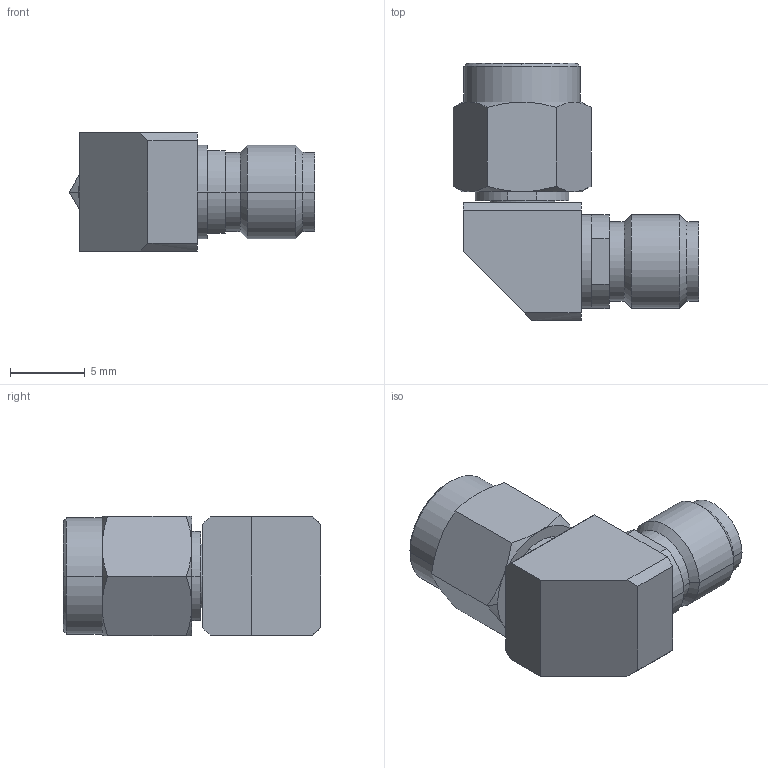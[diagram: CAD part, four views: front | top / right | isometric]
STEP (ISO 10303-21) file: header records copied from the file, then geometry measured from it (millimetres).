
FILE_DESCRIPTION (( 'STEP AP203' ), '1' );
FILE_NAME ('PE91520.STEP', '2021-05-05T11:54:44', ( '' ), ( '' ), 'SwSTEP 2.0', 'SolidWorks 2020', '' );
FILE_SCHEMA (( 'CONFIG_CONTROL_DESIGN' ));
Length unit declared in the file: inch
Products named in the file (5): ALS-PC3-TOP.stp; PE91520; ALS-K3K8-4.stp; ALS-K3K8-3.stp; als-k8pc3.stp
Assembly tree (4 placements, depth 3):
  PE91520
    als-k8pc3.stp
      ALS-K3K8-3.stp
      ALS-K3K8-4.stp
      ALS-PC3-TOP.stp
Bounding box: 16.46 x 17.24 x 8.02 mm (x, y, z)
Volume: 1104.4 mm3; surface area: 955.6 mm2
Topology: 3 solids, 3 shells, 86 faces, 189 edges, 116 vertices
Faces by surface type: plane 30, cylinder 30, cone 26
Entity records: 3012 total; most frequent: CARTESIAN_POINT 573, DIRECTION 431, ORIENTED_EDGE 378, EDGE_CURVE 189, AXIS2_PLACEMENT_3D 174, VERTEX_POINT 116, EDGE_LOOP 93, ADVANCED_FACE 86
